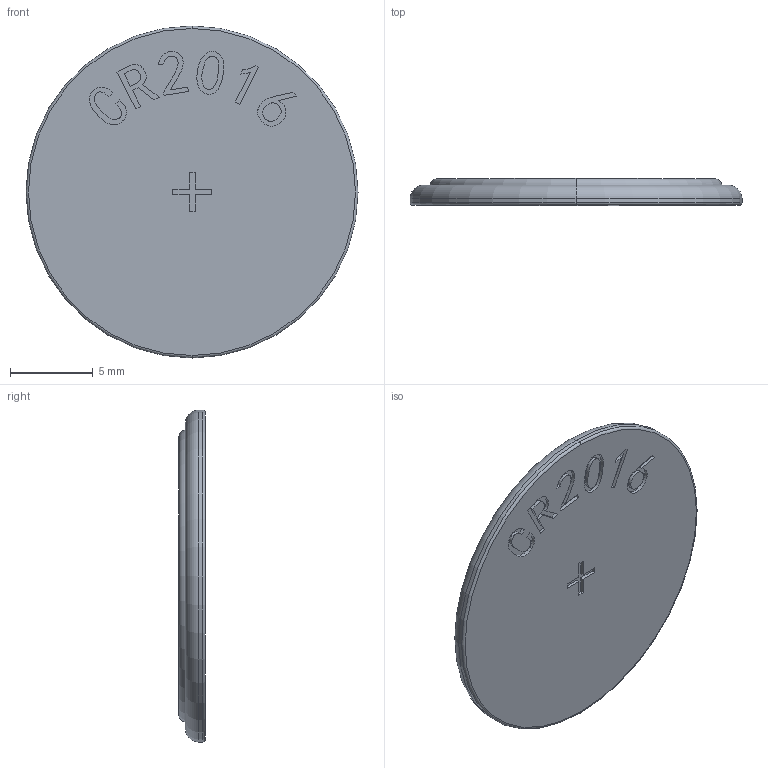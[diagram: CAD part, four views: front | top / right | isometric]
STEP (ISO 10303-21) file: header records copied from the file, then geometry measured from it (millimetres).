
FILE_DESCRIPTION (( 'STEP AP214' ), '1' );
FILE_NAME ('8F1C5352-6E1A-4AB0-8B64-95C647884DA8.STEP', '2022-12-09T18:37:40', ( '' ), ( '' ), 'SwSTEP 2.0', 'SolidWorks 2022', '' );
FILE_SCHEMA (( 'AUTOMOTIVE_DESIGN' ));
Length unit declared in the file: millimetre
Products named in the file (1): 8F1C5352-6E1A-4AB0-8B64-95C647884DA8
Bounding box: 20 x 1.6 x 20 mm (x, y, z)
Volume: 457.3 mm3; surface area: 725.1 mm2
Topology: 1 solids, 1 shells, 90 faces, 221 edges, 144 vertices
Faces by surface type: plane 51, bspline 25, torus 6, cylinder 4, cone 4
Entity records: 4993 total; most frequent: CARTESIAN_POINT 2981, ORIENTED_EDGE 442, DIRECTION 327, EDGE_CURVE 221, LINE 147, VECTOR 147, VERTEX_POINT 144, EDGE_LOOP 101
